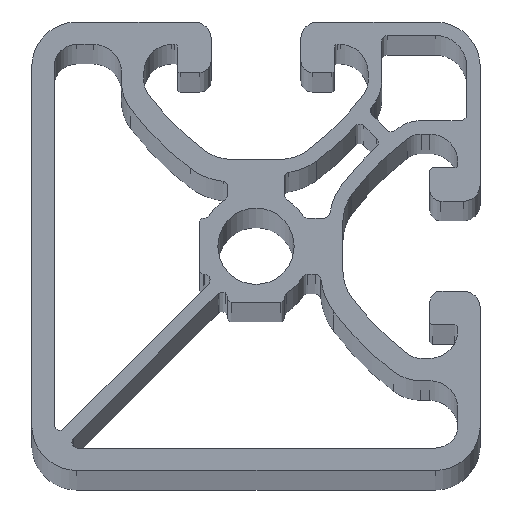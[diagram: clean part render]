
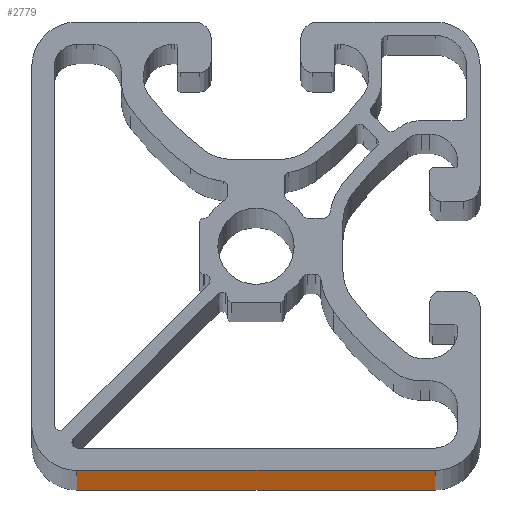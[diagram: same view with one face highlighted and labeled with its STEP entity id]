
A CAD part, top view. The second image highlights one B-rep face of the part: STEP entity #2779.
In plain terms, the highlighted planar face has unit normal (0, -1, 0).
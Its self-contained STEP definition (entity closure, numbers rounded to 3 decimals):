
#77=PLANE($,#3087);
#215=FACE_OUTER_BOUND($,#355,.T.);
#355=EDGE_LOOP($,(#2259,#2260,#2261,#2262));
#607=LINE($,#4771,#853);
#608=LINE($,#4774,#854);
#609=LINE($,#4776,#855);
#610=LINE($,#4777,#856);
#853=VECTOR($,#3931,1000.);
#854=VECTOR($,#3934,32.);
#855=VECTOR($,#3935,32.);
#856=VECTOR($,#3936,1000.);
#1301=VERTEX_POINT($,#4767);
#1302=VERTEX_POINT($,#4769);
#1303=VERTEX_POINT($,#4773);
#1304=VERTEX_POINT($,#4775);
#1711=EDGE_CURVE($,#1301,#1302,#607,.T.);
#1712=EDGE_CURVE($,#1303,#1301,#608,.T.);
#1713=EDGE_CURVE($,#1304,#1302,#609,.T.);
#1714=EDGE_CURVE($,#1303,#1304,#610,.T.);
#2259=ORIENTED_EDGE($,*,*,#1712,.T.);
#2260=ORIENTED_EDGE($,*,*,#1711,.T.);
#2261=ORIENTED_EDGE($,*,*,#1713,.F.);
#2262=ORIENTED_EDGE($,*,*,#1714,.F.);
#2779=ADVANCED_FACE($,(#215),#77,.T.);
#3087=AXIS2_PLACEMENT_3D($,#4772,#3932,#3933);
#3931=DIRECTION($,(0.,0.,1.));
#3932=DIRECTION('center_axis',(0.,-1.,0.));
#3933=DIRECTION('ref_axis',(1.,0.,0.));
#3934=DIRECTION($,(1.,0.,0.));
#3935=DIRECTION($,(1.,0.,0.));
#3936=DIRECTION($,(0.,0.,1.));
#4767=CARTESIAN_POINT('',(16.,-20.,0.));
#4769=CARTESIAN_POINT('',(16.,-20.,1000.));
#4771=CARTESIAN_POINT($,(16.,-20.,0.));
#4772=CARTESIAN_POINT('Origin',(-16.,-20.,0.));
#4773=CARTESIAN_POINT('',(-16.,-20.,0.));
#4774=CARTESIAN_POINT($,(-16.,-20.,0.));
#4775=CARTESIAN_POINT('',(-16.,-20.,1000.));
#4776=CARTESIAN_POINT($,(-16.,-20.,1000.));
#4777=CARTESIAN_POINT($,(-16.,-20.,0.));
